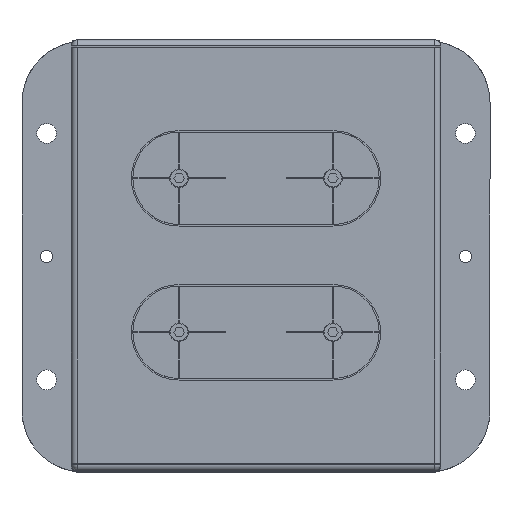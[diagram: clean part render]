
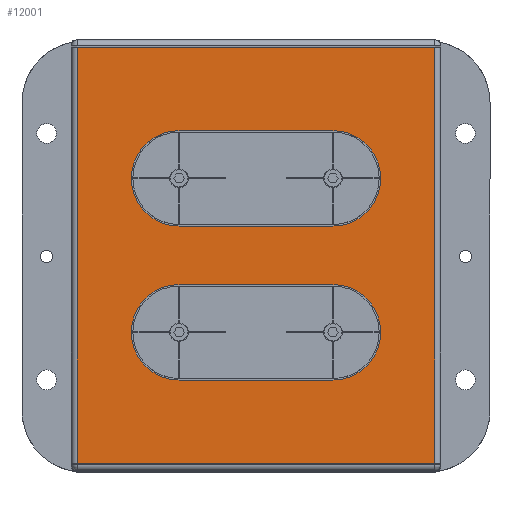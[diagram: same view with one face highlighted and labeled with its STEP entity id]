
A CAD part, top view. The second image highlights one B-rep face of the part: STEP entity #12001.
In plain terms, the highlighted planar face has unit normal (0, 0, 1).
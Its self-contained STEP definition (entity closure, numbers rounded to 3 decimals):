
#308 = DIRECTION ( 'NONE',  ( 0., 0., 1. ) ) ;
#820 = VECTOR ( 'NONE', #10026, 1000. ) ;
#909 = CARTESIAN_POINT ( 'NONE',  ( 29., 0., 122.8 ) ) ;
#1115 = AXIS2_PLACEMENT_3D ( 'NONE', #10281, #6392, #5049 ) ;
#1122 = EDGE_CURVE ( 'NONE', #7305, #8327, #12917, .T. ) ;
#1166 = ORIENTED_EDGE ( 'NONE', *, *, #16660, .T. ) ;
#1172 = EDGE_CURVE ( 'NONE', #1708, #6195, #2038, .T. ) ;
#1294 = VECTOR ( 'NONE', #17674, 1000. ) ;
#1674 = DIRECTION ( 'NONE',  ( 1., 0., 0. ) ) ;
#1708 = VERTEX_POINT ( 'NONE', #10300 ) ;
#1963 = DIRECTION ( 'NONE',  ( 1., 0., 0. ) ) ;
#2038 = CIRCLE ( 'NONE', #13796, 7.75 ) ;
#2095 = DIRECTION ( 'NONE',  ( 0., 0., -1. ) ) ;
#2653 = FACE_BOUND ( 'NONE', #14485, .T. ) ;
#2733 = AXIS2_PLACEMENT_3D ( 'NONE', #16870, #2095, #10140 ) ;
#2778 = CARTESIAN_POINT ( 'NONE',  ( -29., 0., 122.8 ) ) ;
#2808 = VERTEX_POINT ( 'NONE', #17339 ) ;
#3140 = CARTESIAN_POINT ( 'NONE',  ( 30., -33.75, 122.8 ) ) ;
#3166 = LINE ( 'NONE', #15752, #13625 ) ;
#3346 = ORIENTED_EDGE ( 'NONE', *, *, #1122, .F. ) ;
#3684 = EDGE_CURVE ( 'NONE', #8906, #11589, #5894, .T. ) ;
#3690 = ORIENTED_EDGE ( 'NONE', *, *, #8202, .F. ) ;
#3970 = VECTOR ( 'NONE', #6754, 1000. ) ;
#4173 = CARTESIAN_POINT ( 'NONE',  ( -12.5, -4.75, 122.8 ) ) ;
#4174 = FACE_BOUND ( 'NONE', #9595, .T. ) ;
#4224 = CARTESIAN_POINT ( 'NONE',  ( -12.5, 20.25, 122.8 ) ) ;
#4258 = VERTEX_POINT ( 'NONE', #12630 ) ;
#4641 = ORIENTED_EDGE ( 'NONE', *, *, #14206, .F. ) ;
#4677 = AXIS2_PLACEMENT_3D ( 'NONE', #7405, #14149, #1963 ) ;
#4765 = PLANE ( 'NONE',  #2733 ) ;
#5049 = DIRECTION ( 'NONE',  ( 1., 0., 0. ) ) ;
#5538 = ORIENTED_EDGE ( 'NONE', *, *, #16689, .F. ) ;
#5739 = EDGE_LOOP ( 'NONE', ( #13114, #16347, #1166, #11728 ) ) ;
#5831 = CARTESIAN_POINT ( 'NONE',  ( 12.5, -12.5, 122.8 ) ) ;
#5894 = LINE ( 'NONE', #4173, #1294 ) ;
#6173 = DIRECTION ( 'NONE',  ( 0., 0., 1. ) ) ;
#6195 = VERTEX_POINT ( 'NONE', #13835 ) ;
#6311 = CARTESIAN_POINT ( 'NONE',  ( -12.5, 20.25, 122.8 ) ) ;
#6386 = EDGE_CURVE ( 'NONE', #2808, #7305, #3166, .T. ) ;
#6392 = DIRECTION ( 'NONE',  ( 0., 0., 1. ) ) ;
#6509 = ORIENTED_EDGE ( 'NONE', *, *, #1172, .F. ) ;
#6527 = DIRECTION ( 'NONE',  ( 1., 0., 0. ) ) ;
#6607 = LINE ( 'NONE', #909, #16959 ) ;
#6628 = CARTESIAN_POINT ( 'NONE',  ( 12.5, -20.25, 122.8 ) ) ;
#6754 = DIRECTION ( 'NONE',  ( -1., 0., 0. ) ) ;
#7160 = ORIENTED_EDGE ( 'NONE', *, *, #6386, .F. ) ;
#7305 = VERTEX_POINT ( 'NONE', #6628 ) ;
#7334 = CARTESIAN_POINT ( 'NONE',  ( -12.5, 4.75, 122.8 ) ) ;
#7405 = CARTESIAN_POINT ( 'NONE',  ( 12.5, -12.5, 122.8 ) ) ;
#7443 = LINE ( 'NONE', #2778, #16520 ) ;
#7458 = VERTEX_POINT ( 'NONE', #9775 ) ;
#7509 = DIRECTION ( 'NONE',  ( 1., 0., 0. ) ) ;
#7519 = DIRECTION ( 'NONE',  ( 1., 0., 0. ) ) ;
#7555 = CARTESIAN_POINT ( 'NONE',  ( 12.5, 20.25, 122.8 ) ) ;
#7588 = ORIENTED_EDGE ( 'NONE', *, *, #11888, .F. ) ;
#7770 = LINE ( 'NONE', #7334, #10942 ) ;
#7952 = ORIENTED_EDGE ( 'NONE', *, *, #8850, .F. ) ;
#8131 = DIRECTION ( 'NONE',  ( -1., 0., 0. ) ) ;
#8202 = EDGE_CURVE ( 'NONE', #8327, #8906, #12936, .T. ) ;
#8327 = VERTEX_POINT ( 'NONE', #14581 ) ;
#8850 = EDGE_CURVE ( 'NONE', #11589, #2808, #13758, .T. ) ;
#8906 = VERTEX_POINT ( 'NONE', #10692 ) ;
#9121 = AXIS2_PLACEMENT_3D ( 'NONE', #10091, #14047, #6527 ) ;
#9143 = CIRCLE ( 'NONE', #16218, 7.75 ) ;
#9595 = EDGE_LOOP ( 'NONE', ( #4641, #7588, #11163, #5538, #6509 ) ) ;
#9775 = CARTESIAN_POINT ( 'NONE',  ( -12.5, 4.75, 122.8 ) ) ;
#10026 = DIRECTION ( 'NONE',  ( 1., 0., 0. ) ) ;
#10091 = CARTESIAN_POINT ( 'NONE',  ( -12.5, -12.5, 122.8 ) ) ;
#10140 = DIRECTION ( 'NONE',  ( -1., 0., 0. ) ) ;
#10206 = VERTEX_POINT ( 'NONE', #6311 ) ;
#10281 = CARTESIAN_POINT ( 'NONE',  ( 12.5, 12.5, 122.8 ) ) ;
#10300 = CARTESIAN_POINT ( 'NONE',  ( 12.5, 4.75, 122.8 ) ) ;
#10326 = CARTESIAN_POINT ( 'NONE',  ( 29., -33.75, 122.8 ) ) ;
#10392 = FACE_OUTER_BOUND ( 'NONE', #5739, .T. ) ;
#10687 = DIRECTION ( 'NONE',  ( 0., 1., 0. ) ) ;
#10692 = CARTESIAN_POINT ( 'NONE',  ( 12.5, -4.75, 122.8 ) ) ;
#10797 = CARTESIAN_POINT ( 'NONE',  ( 30., 33.75, 122.8 ) ) ;
#10813 = LINE ( 'NONE', #4224, #16530 ) ;
#10897 = ORIENTED_EDGE ( 'NONE', *, *, #3684, .F. ) ;
#10942 = VECTOR ( 'NONE', #16782, 1000. ) ;
#11077 = CARTESIAN_POINT ( 'NONE',  ( -12.5, 12.5, 122.8 ) ) ;
#11163 = ORIENTED_EDGE ( 'NONE', *, *, #11479, .F. ) ;
#11187 = VERTEX_POINT ( 'NONE', #16383 ) ;
#11228 = LINE ( 'NONE', #10797, #3970 ) ;
#11333 = CIRCLE ( 'NONE', #1115, 7.75 ) ;
#11479 = EDGE_CURVE ( 'NONE', #14343, #10206, #10813, .T. ) ;
#11560 = CARTESIAN_POINT ( 'NONE',  ( -29., 33.75, 122.8 ) ) ;
#11589 = VERTEX_POINT ( 'NONE', #15626 ) ;
#11728 = ORIENTED_EDGE ( 'NONE', *, *, #12996, .T. ) ;
#11888 = EDGE_CURVE ( 'NONE', #10206, #7458, #9143, .T. ) ;
#12001 = ADVANCED_FACE ( 'NONE', ( #4174, #2653, #10392 ), #4765, .F. ) ;
#12348 = AXIS2_PLACEMENT_3D ( 'NONE', #5831, #308, #1674 ) ;
#12630 = CARTESIAN_POINT ( 'NONE',  ( 29., 33.75, 122.8 ) ) ;
#12885 = CARTESIAN_POINT ( 'NONE',  ( 12.5, 12.5, 122.8 ) ) ;
#12917 = CIRCLE ( 'NONE', #4677, 7.75 ) ;
#12936 = CIRCLE ( 'NONE', #12348, 7.75 ) ;
#12996 = EDGE_CURVE ( 'NONE', #14500, #4258, #6607, .T. ) ;
#13039 = EDGE_CURVE ( 'NONE', #17048, #11187, #7443, .T. ) ;
#13114 = ORIENTED_EDGE ( 'NONE', *, *, #15392, .T. ) ;
#13625 = VECTOR ( 'NONE', #7509, 1000. ) ;
#13710 = DIRECTION ( 'NONE',  ( 0., -1., 0. ) ) ;
#13758 = CIRCLE ( 'NONE', #9121, 7.75 ) ;
#13796 = AXIS2_PLACEMENT_3D ( 'NONE', #12885, #6173, #7519 ) ;
#13835 = CARTESIAN_POINT ( 'NONE',  ( 20.25, 12.5, 122.8 ) ) ;
#14047 = DIRECTION ( 'NONE',  ( 0., 0., 1. ) ) ;
#14149 = DIRECTION ( 'NONE',  ( 0., 0., 1. ) ) ;
#14206 = EDGE_CURVE ( 'NONE', #7458, #1708, #7770, .T. ) ;
#14343 = VERTEX_POINT ( 'NONE', #7555 ) ;
#14485 = EDGE_LOOP ( 'NONE', ( #7160, #7952, #10897, #3690, #3346 ) ) ;
#14500 = VERTEX_POINT ( 'NONE', #10326 ) ;
#14581 = CARTESIAN_POINT ( 'NONE',  ( 20.25, -12.5, 122.8 ) ) ;
#15185 = DIRECTION ( 'NONE',  ( 0., 0., 1. ) ) ;
#15385 = LINE ( 'NONE', #3140, #820 ) ;
#15392 = EDGE_CURVE ( 'NONE', #4258, #17048, #11228, .T. ) ;
#15626 = CARTESIAN_POINT ( 'NONE',  ( -12.5, -4.75, 122.8 ) ) ;
#15752 = CARTESIAN_POINT ( 'NONE',  ( -12.5, -20.25, 122.8 ) ) ;
#16218 = AXIS2_PLACEMENT_3D ( 'NONE', #11077, #15185, #17603 ) ;
#16347 = ORIENTED_EDGE ( 'NONE', *, *, #13039, .T. ) ;
#16383 = CARTESIAN_POINT ( 'NONE',  ( -29., -33.75, 122.8 ) ) ;
#16520 = VECTOR ( 'NONE', #13710, 1000. ) ;
#16530 = VECTOR ( 'NONE', #8131, 1000. ) ;
#16660 = EDGE_CURVE ( 'NONE', #11187, #14500, #15385, .T. ) ;
#16689 = EDGE_CURVE ( 'NONE', #6195, #14343, #11333, .T. ) ;
#16782 = DIRECTION ( 'NONE',  ( 1., 0., 0. ) ) ;
#16870 = CARTESIAN_POINT ( 'NONE',  ( 0., 0., 122.8 ) ) ;
#16959 = VECTOR ( 'NONE', #10687, 1000. ) ;
#17048 = VERTEX_POINT ( 'NONE', #11560 ) ;
#17339 = CARTESIAN_POINT ( 'NONE',  ( -12.5, -20.25, 122.8 ) ) ;
#17603 = DIRECTION ( 'NONE',  ( 1., 0., 0. ) ) ;
#17674 = DIRECTION ( 'NONE',  ( -1., 0., 0. ) ) ;
